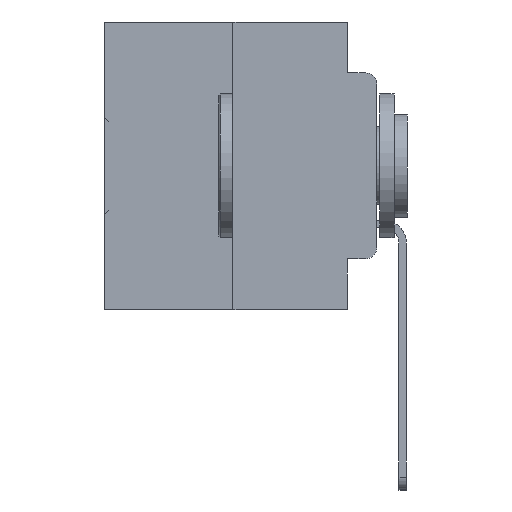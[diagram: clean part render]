
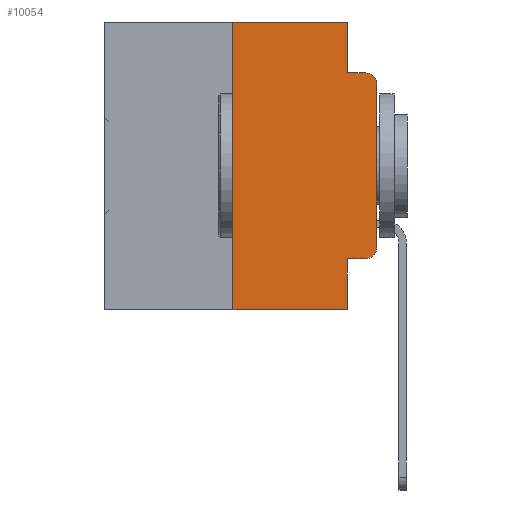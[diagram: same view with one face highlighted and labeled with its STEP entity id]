
A CAD part, left-side view. The second image highlights one B-rep face of the part: STEP entity #10054.
In plain terms, the highlighted planar face has unit normal (-1, 0, 0).
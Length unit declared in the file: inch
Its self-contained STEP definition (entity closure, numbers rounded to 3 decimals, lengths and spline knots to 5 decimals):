
#1243 = ORIENTED_EDGE ( 'NONE', *, *, #8788, .F. ) ;
#1486 = CARTESIAN_POINT ( 'NONE',  ( 0., 0.473, 0. ) ) ;
#2033 = CARTESIAN_POINT ( 'NONE',  ( 0., 0.02, -0.4115 ) ) ;
#2348 = CARTESIAN_POINT ( 'NONE',  ( 0., 0.051, -0.5 ) ) ;
#3086 = EDGE_CURVE ( 'NONE', #5908, #3308, #30985, .T. ) ;
#3308 = VERTEX_POINT ( 'NONE', #2348 ) ;
#4242 = LINE ( 'NONE', #22303, #10611 ) ;
#4262 = DIRECTION ( 'NONE',  ( 1., 0., 0. ) ) ;
#4799 = CARTESIAN_POINT ( 'NONE',  ( 0., 0.02, -0.1085 ) ) ;
#4980 = VERTEX_POINT ( 'NONE', #9257 ) ;
#5908 = VERTEX_POINT ( 'NONE', #6811 ) ;
#6595 = VERTEX_POINT ( 'NONE', #20597 ) ;
#6610 = EDGE_LOOP ( 'NONE', ( #27768, #29422, #18664, #13161, #27361, #1243, #19943, #8962, #17024, #31094 ) ) ;
#6811 = CARTESIAN_POINT ( 'NONE',  ( 0., 0.25, -0.5 ) ) ;
#6824 = CARTESIAN_POINT ( 'NONE',  ( 0., 0.051, 0. ) ) ;
#6941 = VERTEX_POINT ( 'NONE', #32115 ) ;
#6945 = EDGE_CURVE ( 'NONE', #4980, #3308, #23390, .T. ) ;
#7557 = DIRECTION ( 'NONE',  ( 0., 0., -1. ) ) ;
#8570 = FACE_OUTER_BOUND ( 'NONE', #6610, .T. ) ;
#8788 = EDGE_CURVE ( 'NONE', #5908, #26448, #25890, .T. ) ;
#8843 = VECTOR ( 'NONE', #15097, 39.37008 ) ;
#8962 = ORIENTED_EDGE ( 'NONE', *, *, #6945, .F. ) ;
#9209 = VERTEX_POINT ( 'NONE', #17790 ) ;
#9257 = CARTESIAN_POINT ( 'NONE',  ( 0., 0.051, -0.4115 ) ) ;
#9815 = DIRECTION ( 'NONE',  ( -1., 0., 0. ) ) ;
#9981 = VECTOR ( 'NONE', #24710, 39.37008 ) ;
#10054 = ADVANCED_FACE ( 'NONE', ( #8570 ), #12333, .F. ) ;
#10099 = LINE ( 'NONE', #33129, #15598 ) ;
#10215 = CARTESIAN_POINT ( 'NONE',  ( 0., 0.051, -0.0885 ) ) ;
#10404 = CARTESIAN_POINT ( 'NONE',  ( 0., 0.25, 0. ) ) ;
#10589 = EDGE_CURVE ( 'NONE', #12391, #9209, #27386, .T. ) ;
#10611 = VECTOR ( 'NONE', #30178, 39.37008 ) ;
#12263 = EDGE_CURVE ( 'NONE', #26448, #12391, #10099, .T. ) ;
#12333 = PLANE ( 'NONE',  #21100 ) ;
#12391 = VERTEX_POINT ( 'NONE', #6824 ) ;
#12690 = DIRECTION ( 'NONE',  ( 0., 0., 1. ) ) ;
#13161 = ORIENTED_EDGE ( 'NONE', *, *, #10589, .F. ) ;
#13189 = VECTOR ( 'NONE', #30704, 39.37008 ) ;
#13512 = VERTEX_POINT ( 'NONE', #2033 ) ;
#14023 = AXIS2_PLACEMENT_3D ( 'NONE', #4799, #23643, #7557 ) ;
#14799 = CARTESIAN_POINT ( 'NONE',  ( 0., 0.051, 0. ) ) ;
#15097 = DIRECTION ( 'NONE',  ( 0., -1., 0. ) ) ;
#15186 = CARTESIAN_POINT ( 'NONE',  ( 0., 0.02, -0.0885 ) ) ;
#15598 = VECTOR ( 'NONE', #30473, 39.37008 ) ;
#15936 = VERTEX_POINT ( 'NONE', #15186 ) ;
#16042 = EDGE_CURVE ( 'NONE', #9209, #15936, #33958, .T. ) ;
#17024 = ORIENTED_EDGE ( 'NONE', *, *, #34478, .T. ) ;
#17190 = LINE ( 'NONE', #32594, #9981 ) ;
#17790 = CARTESIAN_POINT ( 'NONE',  ( 0., 0.051, -0.0885 ) ) ;
#17841 = CARTESIAN_POINT ( 'NONE',  ( 0., 0.473, -0.5 ) ) ;
#18528 = CIRCLE ( 'NONE', #14023, 0.02 ) ;
#18664 = ORIENTED_EDGE ( 'NONE', *, *, #16042, .F. ) ;
#18938 = DIRECTION ( 'NONE',  ( 0., 0., -1. ) ) ;
#19663 = EDGE_CURVE ( 'NONE', #6595, #15936, #18528, .T. ) ;
#19943 = ORIENTED_EDGE ( 'NONE', *, *, #3086, .T. ) ;
#19984 = VECTOR ( 'NONE', #12690, 39.37008 ) ;
#20410 = AXIS2_PLACEMENT_3D ( 'NONE', #25831, #9815, #28513 ) ;
#20597 = CARTESIAN_POINT ( 'NONE',  ( 0., 0., -0.1085 ) ) ;
#21100 = AXIS2_PLACEMENT_3D ( 'NONE', #1486, #4262, #23108 ) ;
#21419 = EDGE_CURVE ( 'NONE', #6941, #6595, #17190, .T. ) ;
#22303 = CARTESIAN_POINT ( 'NONE',  ( 0., 0.051, -0.4115 ) ) ;
#23108 = DIRECTION ( 'NONE',  ( 0., 0., -1. ) ) ;
#23390 = LINE ( 'NONE', #26789, #28794 ) ;
#23643 = DIRECTION ( 'NONE',  ( -1., 0., 0. ) ) ;
#24710 = DIRECTION ( 'NONE',  ( 0., 0., 1. ) ) ;
#25768 = CIRCLE ( 'NONE', #20410, 0.02 ) ;
#25831 = CARTESIAN_POINT ( 'NONE',  ( 0., 0.02, -0.3915 ) ) ;
#25890 = LINE ( 'NONE', #28801, #19984 ) ;
#26240 = DIRECTION ( 'NONE',  ( 0., -1., 0. ) ) ;
#26448 = VERTEX_POINT ( 'NONE', #10404 ) ;
#26789 = CARTESIAN_POINT ( 'NONE',  ( 0., 0.051, 0. ) ) ;
#26927 = VECTOR ( 'NONE', #26240, 39.37008 ) ;
#27361 = ORIENTED_EDGE ( 'NONE', *, *, #12263, .F. ) ;
#27386 = LINE ( 'NONE', #14799, #13189 ) ;
#27768 = ORIENTED_EDGE ( 'NONE', *, *, #21419, .T. ) ;
#28513 = DIRECTION ( 'NONE',  ( 0., 0., -1. ) ) ;
#28794 = VECTOR ( 'NONE', #18938, 39.37008 ) ;
#28801 = CARTESIAN_POINT ( 'NONE',  ( 0., 0.25, 0. ) ) ;
#29422 = ORIENTED_EDGE ( 'NONE', *, *, #19663, .T. ) ;
#30178 = DIRECTION ( 'NONE',  ( 0., -1., 0. ) ) ;
#30473 = DIRECTION ( 'NONE',  ( 0., -1., 0. ) ) ;
#30704 = DIRECTION ( 'NONE',  ( 0., 0., -1. ) ) ;
#30985 = LINE ( 'NONE', #17841, #8843 ) ;
#31094 = ORIENTED_EDGE ( 'NONE', *, *, #32718, .T. ) ;
#32115 = CARTESIAN_POINT ( 'NONE',  ( 0., 0., -0.3915 ) ) ;
#32594 = CARTESIAN_POINT ( 'NONE',  ( 0., 0., 0. ) ) ;
#32718 = EDGE_CURVE ( 'NONE', #13512, #6941, #25768, .T. ) ;
#33129 = CARTESIAN_POINT ( 'NONE',  ( 0., 0.473, 0. ) ) ;
#33958 = LINE ( 'NONE', #10215, #26927 ) ;
#34478 = EDGE_CURVE ( 'NONE', #4980, #13512, #4242, .T. ) ;
